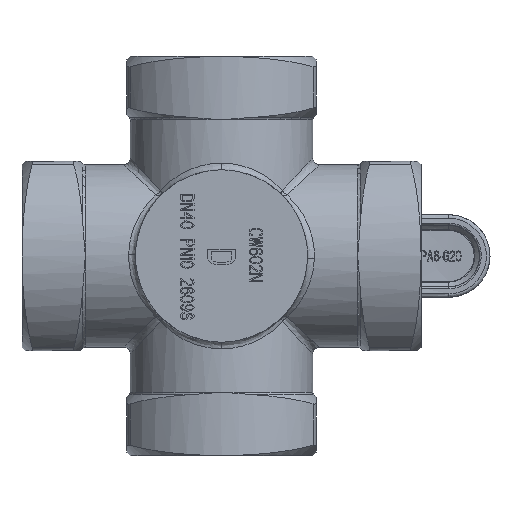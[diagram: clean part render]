
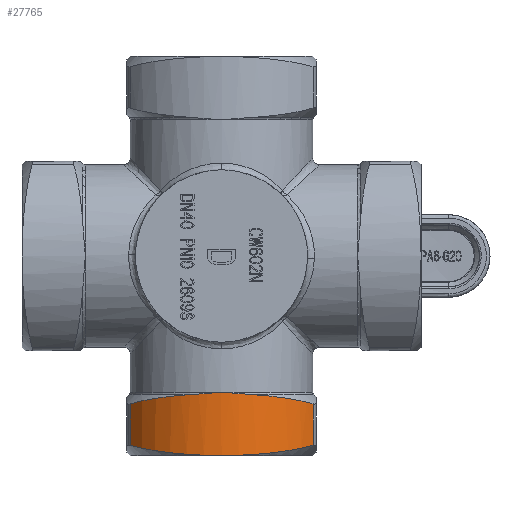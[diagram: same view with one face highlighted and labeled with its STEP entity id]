
A CAD part, front view. The second image highlights one B-rep face of the part: STEP entity #27765.
In plain terms, the highlighted cylindrical face has radius 32.5 mm (diameter 65 mm), a partial arc.
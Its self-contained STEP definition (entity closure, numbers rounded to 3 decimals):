
#789=CARTESIAN_POINT('',(-0.063,-26.5,
-39.586));
#790=CARTESIAN_POINT('',(-1.087,-26.498,
-39.671));
#791=CARTESIAN_POINT('',(-3.13,-26.397,
-39.849));
#792=CARTESIAN_POINT('',(-6.16,-25.959,
-40.088));
#793=CARTESIAN_POINT('',(-8.132,-25.482,
-40.229));
#794=CARTESIAN_POINT('',(-9.103,-25.199,
-40.293));
#9103=CARTESIAN_POINT('',(9.103,-25.199,
-40.293));
#9104=CARTESIAN_POINT('',(8.117,-25.487,
-40.229));
#9105=CARTESIAN_POINT('',(6.116,-25.969,
-40.085));
#9106=CARTESIAN_POINT('',(3.044,-26.407,
-39.838));
#9107=CARTESIAN_POINT('',(0.973,-26.502,
-39.672));
#9108=CARTESIAN_POINT('',(-0.063,-26.5,
-39.586));
#9154=CARTESIAN_POINT('',(26.591,-12.686,
-42.962));
#9191=CARTESIAN_POINT('',(0.,-26.5,
-58.));
#9192=CARTESIAN_POINT('',(1.703,-26.5,
-58.));
#9193=CARTESIAN_POINT('',(5.124,-26.23,
-57.939));
#9194=CARTESIAN_POINT('',(10.153,-25.021,
-57.667));
#9195=CARTESIAN_POINT('',(15.015,-22.98,
-57.213));
#9196=CARTESIAN_POINT('',(19.375,-20.263,
-56.621));
#9197=CARTESIAN_POINT('',(23.334,-16.826,
-55.89));
#9198=CARTESIAN_POINT('',(25.579,-14.126,
-55.331));
#9199=CARTESIAN_POINT('',(26.591,-12.686,
-55.038));
#9212=CARTESIAN_POINT('',(-26.591,-12.686,
-42.962));
#9213=CARTESIAN_POINT('',(-25.743,-13.893,
-42.716));
#9214=CARTESIAN_POINT('',(-23.887,-16.183,
-42.244));
#9215=CARTESIAN_POINT('',(-20.697,-19.184,
-41.61));
#9216=CARTESIAN_POINT('',(-17.126,-21.738,
-41.059));
#9217=CARTESIAN_POINT('',(-13.228,-23.794,
-40.607));
#9218=CARTESIAN_POINT('',(-10.494,-24.793,
-40.384));
#9219=CARTESIAN_POINT('',(-9.103,-25.199,
-40.293));
#9221=CARTESIAN_POINT('',(9.103,-25.199,
-40.293));
#9222=CARTESIAN_POINT('',(10.492,-24.794,
-40.384));
#9223=CARTESIAN_POINT('',(13.225,-23.796,
-40.606));
#9224=CARTESIAN_POINT('',(17.123,-21.74,
-41.058));
#9225=CARTESIAN_POINT('',(20.697,-19.185,
-41.61));
#9226=CARTESIAN_POINT('',(23.89,-16.18,
-42.244));
#9227=CARTESIAN_POINT('',(25.744,-13.891,
-42.717));
#9228=CARTESIAN_POINT('',(26.591,-12.686,
-42.962));
#9230=DIRECTION('',(0.,0.,-1.));
#9231=VECTOR('',#9230,12.076);
#9232=CARTESIAN_POINT('',(26.591,-12.686,
-42.962));
#9233=LINE('',#9232,#9231);
#9258=DIRECTION('',(0.,0.,-1.));
#9259=VECTOR('',#9258,12.076);
#9260=CARTESIAN_POINT('',(-26.591,-12.686,
-42.962));
#9261=LINE('',#9260,#9259);
#9283=CARTESIAN_POINT('',(-26.591,-12.686,
-55.038));
#9284=CARTESIAN_POINT('',(-25.577,-14.129,
-55.332));
#9285=CARTESIAN_POINT('',(-23.328,-16.832,
-55.891));
#9286=CARTESIAN_POINT('',(-19.372,-20.265,
-56.621));
#9287=CARTESIAN_POINT('',(-15.012,-22.981,
-57.213));
#9288=CARTESIAN_POINT('',(-10.157,-25.019,
-57.666));
#9289=CARTESIAN_POINT('',(-5.131,-26.229,
-57.939));
#9290=CARTESIAN_POINT('',(-1.706,-26.5,
-58.));
#9291=CARTESIAN_POINT('',(0.,-26.5,
-58.));
#11281=CARTESIAN_POINT('',(-0.063,-26.5,
-39.586));
#11283=VERTEX_POINT('',#11281);
#11306=VERTEX_POINT('',#794);
#11320=CARTESIAN_POINT('',(9.103,-25.199,
-40.293));
#11321=VERTEX_POINT('',#11320);
#11330=VERTEX_POINT('',#9154);
#11333=CARTESIAN_POINT('',(0.,-26.5,-58.));
#11334=VERTEX_POINT('',#11333);
#11335=VERTEX_POINT('',#9199);
#11336=VERTEX_POINT('',#9212);
#11337=VERTEX_POINT('',#9283);
#27747=CARTESIAN_POINT('',(0.,6.,-58.));
#27748=DIRECTION('',(0.,0.,-1.));
#27749=DIRECTION('',(-1.,0.,0.));
#27750=AXIS2_PLACEMENT_3D('',#27747,#27748,#27749);
#27751=CYLINDRICAL_SURFACE('',#27750,32.5);
#27753=ORIENTED_EDGE('',*,*,#27752,.T.);
#27754=ORIENTED_EDGE('',*,*,#15283,.F.);
#27755=ORIENTED_EDGE('',*,*,#27643,.F.);
#27756=ORIENTED_EDGE('',*,*,#27684,.T.);
#27757=ORIENTED_EDGE('',*,*,#27742,.T.);
#27758=ORIENTED_EDGE('',*,*,#27714,.F.);
#27760=ORIENTED_EDGE('',*,*,#27759,.F.);
#27762=ORIENTED_EDGE('',*,*,#27761,.F.);
#27763=EDGE_LOOP('',(#27753,#27754,#27755,#27756,#27757,#27758,#27760,#27762));
#27764=FACE_OUTER_BOUND('',#27763,.F.);
#27765=ADVANCED_FACE('',(#27764),#27751,.T.);
#795=B_SPLINE_CURVE_WITH_KNOTS('',3,(#789,#790,#791,#792,#793,#794),
.UNSPECIFIED.,.F.,.F.,(4,1,1,4),(0.,0.333,0.667,1.),
.UNSPECIFIED.);
#9109=B_SPLINE_CURVE_WITH_KNOTS('',3,(#9103,#9104,#9105,#9106,#9107,#9108),
.UNSPECIFIED.,.F.,.F.,(4,1,1,4),(0.,0.333,0.667,1.),
.UNSPECIFIED.);
#9200=B_SPLINE_CURVE_WITH_KNOTS('',3,(#9191,#9192,#9193,#9194,#9195,#9196,#9197,
#9198,#9199),.UNSPECIFIED.,.F.,.F.,(4,1,1,1,1,1,4),(0.,0.167,
0.333,0.5,0.667,0.833,1.),
.UNSPECIFIED.);
#9220=B_SPLINE_CURVE_WITH_KNOTS('',3,(#9212,#9213,#9214,#9215,#9216,#9217,#9218,
#9219),.UNSPECIFIED.,.F.,.F.,(4,1,1,1,1,4),(0.,0.2,0.4,0.6,0.8,1.),
.UNSPECIFIED.);
#9229=B_SPLINE_CURVE_WITH_KNOTS('',3,(#9221,#9222,#9223,#9224,#9225,#9226,#9227,
#9228),.UNSPECIFIED.,.F.,.F.,(4,1,1,1,1,4),(0.,0.2,0.4,0.6,0.8,1.),
.UNSPECIFIED.);
#9292=B_SPLINE_CURVE_WITH_KNOTS('',3,(#9283,#9284,#9285,#9286,#9287,#9288,#9289,
#9290,#9291),.UNSPECIFIED.,.F.,.F.,(4,1,1,1,1,1,4),(0.,0.167,
0.333,0.5,0.667,0.833,1.),
.UNSPECIFIED.);
#15283=EDGE_CURVE('',#11283,#11306,#795,.T.);
#27643=EDGE_CURVE('',#11321,#11283,#9109,.T.);
#27684=EDGE_CURVE('',#11321,#11330,#9229,.T.);
#27714=EDGE_CURVE('',#11334,#11335,#9200,.T.);
#27742=EDGE_CURVE('',#11330,#11335,#9233,.T.);
#27752=EDGE_CURVE('',#11336,#11306,#9220,.T.);
#27759=EDGE_CURVE('',#11337,#11334,#9292,.T.);
#27761=EDGE_CURVE('',#11336,#11337,#9261,.T.);
